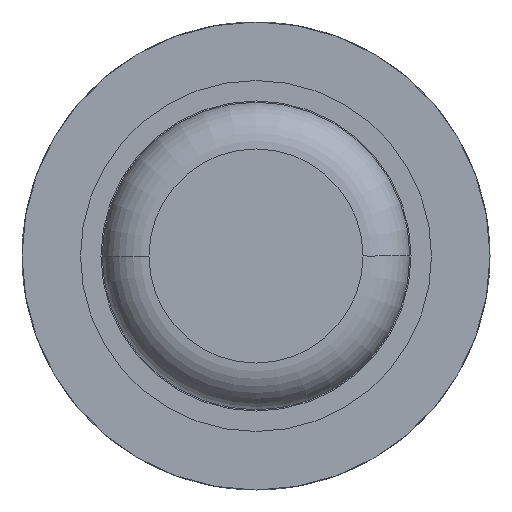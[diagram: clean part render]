
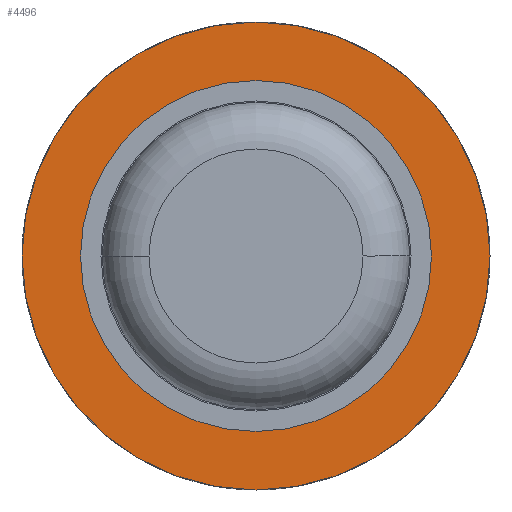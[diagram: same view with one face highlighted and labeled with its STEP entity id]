
A CAD part, front view. The second image highlights one B-rep face of the part: STEP entity #4496.
In plain terms, the highlighted planar face has unit normal (0, -1, 0).
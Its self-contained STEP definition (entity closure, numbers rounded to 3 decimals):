
#339 = DIRECTION ( 'NONE',  ( 0., 0., 1. ) ) ;
#436 = AXIS2_PLACEMENT_3D ( 'NONE', #2213, #4565, #339 ) ;
#450 = ORIENTED_EDGE ( 'NONE', *, *, #1088, .F. ) ;
#663 = DIRECTION ( 'NONE',  ( 0., 0., 1. ) ) ;
#765 = CIRCLE ( 'NONE', #6000, 0.9 ) ;
#781 = DIRECTION ( 'NONE',  ( 0., 1., 0. ) ) ;
#904 = VERTEX_POINT ( 'NONE', #977 ) ;
#947 = CARTESIAN_POINT ( 'NONE',  ( 0., 27.3, -2. ) ) ;
#977 = CARTESIAN_POINT ( 'NONE',  ( 0., 27.3, -0.9 ) ) ;
#1039 = CARTESIAN_POINT ( 'NONE',  ( 0., 27.3, 2. ) ) ;
#1088 = EDGE_CURVE ( 'Defeature ausgef�hrt1_10+Defeature ausgef�hrt1_11+Defeature ausgef�hrt1_11+Defeature ausgef�hrt1_11', #1724, #5807, #3364, .T. ) ;
#1110 = CIRCLE ( 'NONE', #5265, 2. ) ;
#1402 = CARTESIAN_POINT ( 'NONE',  ( 0., 27.3, 0.9 ) ) ;
#1477 = EDGE_CURVE ( 'Defeature ausgef�hrt1_10+Defeature ausgef�hrt1_11+Defeature ausgef�hrt1_11+Defeature ausgef�hrt1_11', #5807, #1724, #1110, .T. ) ;
#1720 = PLANE ( 'NONE',  #436 ) ;
#1724 = VERTEX_POINT ( 'NONE', #1039 ) ;
#1774 = CIRCLE ( 'NONE', #3607, 0.9 ) ;
#2019 = DIRECTION ( 'NONE',  ( 0., 1., 0. ) ) ;
#2213 = CARTESIAN_POINT ( 'NONE',  ( 0.9, 27.3, 0. ) ) ;
#2215 = ORIENTED_EDGE ( 'NONE', *, *, #3715, .T. ) ;
#2449 = DIRECTION ( 'NONE',  ( 0., 0., 1. ) ) ;
#2547 = DIRECTION ( 'NONE',  ( 0., 1., 0. ) ) ;
#2650 = DIRECTION ( 'NONE',  ( 0., 0., 1. ) ) ;
#2872 = EDGE_CURVE ( 'Defeature ausgef�hrt1_11+Defeature ausgef�hrt1_9+Defeature ausgef�hrt1_9+Defeature ausgef�hrt1_9', #904, #3639, #765, .T. ) ;
#2993 = ORIENTED_EDGE ( 'NONE', *, *, #1477, .F. ) ;
#3364 = CIRCLE ( 'NONE', #5022, 2. ) ;
#3534 = CARTESIAN_POINT ( 'NONE',  ( 0., 27.3, 0. ) ) ;
#3607 = AXIS2_PLACEMENT_3D ( 'NONE', #5206, #2019, #2449 ) ;
#3639 = VERTEX_POINT ( 'NONE', #1402 ) ;
#3715 = EDGE_CURVE ( 'Defeature ausgef�hrt1_11+Defeature ausgef�hrt1_9+Defeature ausgef�hrt1_9+Defeature ausgef�hrt1_9', #3639, #904, #1774, .T. ) ;
#3988 = CARTESIAN_POINT ( 'NONE',  ( 0., 27.3, 0. ) ) ;
#4013 = DIRECTION ( 'NONE',  ( 0., 0., 1. ) ) ;
#4496 = ADVANCED_FACE ( 'Defeature ausgef�hrt1_11', ( #5678, #5742 ), #1720, .F. ) ;
#4504 = ORIENTED_EDGE ( 'NONE', *, *, #2872, .T. ) ;
#4565 = DIRECTION ( 'NONE',  ( 0., 1., 0. ) ) ;
#4807 = EDGE_LOOP ( 'NONE', ( #450, #2993 ) ) ;
#4900 = CARTESIAN_POINT ( 'NONE',  ( 0., 27.3, 0. ) ) ;
#5022 = AXIS2_PLACEMENT_3D ( 'NONE', #4900, #2547, #663 ) ;
#5206 = CARTESIAN_POINT ( 'NONE',  ( 0., 27.3, 0. ) ) ;
#5265 = AXIS2_PLACEMENT_3D ( 'NONE', #3988, #5870, #2650 ) ;
#5668 = EDGE_LOOP ( 'NONE', ( #2215, #4504 ) ) ;
#5678 = FACE_OUTER_BOUND ( 'NONE', #4807, .T. ) ;
#5742 = FACE_BOUND ( 'NONE', #5668, .T. ) ;
#5807 = VERTEX_POINT ( 'NONE', #947 ) ;
#5870 = DIRECTION ( 'NONE',  ( 0., 1., 0. ) ) ;
#6000 = AXIS2_PLACEMENT_3D ( 'NONE', #3534, #781, #4013 ) ;
